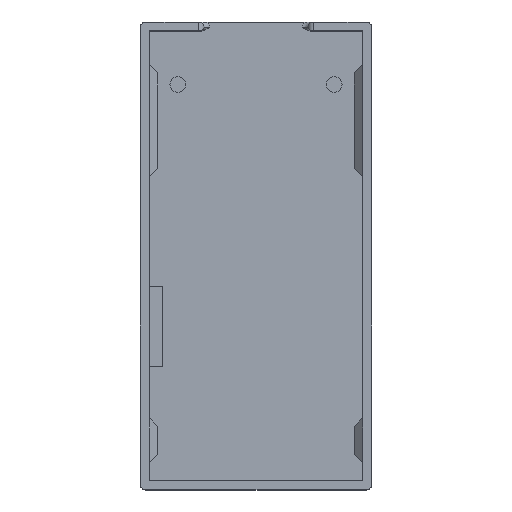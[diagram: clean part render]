
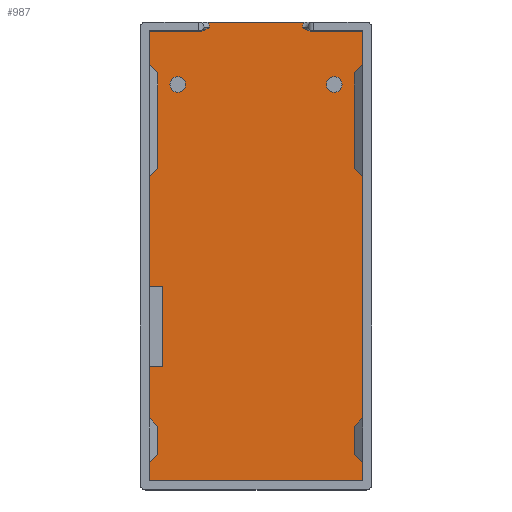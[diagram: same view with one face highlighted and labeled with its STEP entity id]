
A CAD part, top view. The second image highlights one B-rep face of the part: STEP entity #987.
In plain terms, the highlighted planar face has unit normal (0, 0, 1).
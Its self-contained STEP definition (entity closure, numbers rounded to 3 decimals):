
#15=FACE_BOUND('',#146,.T.);
#16=FACE_BOUND('',#147,.T.);
#26=B_SPLINE_CURVE_WITH_KNOTS('',3,(#1504,#1505,#1506,#1507,#1508,#1509,
#1510,#1511,#1512,#1513),.UNSPECIFIED.,.F.,.F.,(4,2,2,2,4),(0.479,
0.548,0.586,0.614,0.645),
 .UNSPECIFIED.);
#28=B_SPLINE_CURVE_WITH_KNOTS('',3,(#1547,#1548,#1549,#1550,#1551,#1552,
#1553,#1554,#1555,#1556),.UNSPECIFIED.,.F.,.F.,(4,2,2,2,4),(0.645,
0.677,0.705,0.743,0.812),
 .UNSPECIFIED.);
#44=PLANE('',#1071);
#91=FACE_OUTER_BOUND('',#145,.T.);
#145=EDGE_LOOP('',(#757,#758,#759,#760,#761,#762,#763,#764,#765,#766,#767,
#768,#769,#770,#771,#772,#773,#774));
#146=EDGE_LOOP('',(#775));
#147=EDGE_LOOP('',(#776));
#207=LINE('',#1455,#319);
#219=LINE('',#1478,#331);
#226=LINE('',#1563,#338);
#228=LINE('',#1581,#340);
#229=LINE('',#1584,#341);
#230=LINE('',#1586,#342);
#231=LINE('',#1587,#343);
#232=LINE('',#1589,#344);
#233=LINE('',#1591,#345);
#234=LINE('',#1593,#346);
#235=LINE('',#1595,#347);
#236=LINE('',#1597,#348);
#237=LINE('',#1599,#349);
#238=LINE('',#1600,#350);
#319=VECTOR('',#1177,10.);
#331=VECTOR('',#1189,10.);
#338=VECTOR('',#1226,10.);
#340=VECTOR('',#1240,10.);
#341=VECTOR('',#1243,10.);
#342=VECTOR('',#1244,10.);
#343=VECTOR('',#1245,10.);
#344=VECTOR('',#1246,10.);
#345=VECTOR('',#1247,10.);
#346=VECTOR('',#1248,10.);
#347=VECTOR('',#1249,10.);
#348=VECTOR('',#1250,10.);
#349=VECTOR('',#1251,10.);
#350=VECTOR('',#1252,10.);
#406=CIRCLE('',#1035,1.4);
#408=CIRCLE('',#1039,1.4);
#418=CIRCLE('',#1070,2.);
#419=CIRCLE('',#1072,2.);
#430=VERTEX_POINT('',#1391);
#432=VERTEX_POINT('',#1398);
#449=VERTEX_POINT('',#1450);
#450=VERTEX_POINT('',#1452);
#451=VERTEX_POINT('',#1454);
#462=VERTEX_POINT('',#1476);
#467=VERTEX_POINT('',#1502);
#468=VERTEX_POINT('',#1503);
#475=VERTEX_POINT('',#1545);
#476=VERTEX_POINT('',#1546);
#480=VERTEX_POINT('',#1571);
#481=VERTEX_POINT('',#1580);
#482=VERTEX_POINT('',#1583);
#483=VERTEX_POINT('',#1585);
#484=VERTEX_POINT('',#1588);
#485=VERTEX_POINT('',#1590);
#486=VERTEX_POINT('',#1592);
#487=VERTEX_POINT('',#1594);
#488=VERTEX_POINT('',#1596);
#489=VERTEX_POINT('',#1598);
#523=EDGE_CURVE('',#430,#430,#406,.T.);
#526=EDGE_CURVE('',#432,#432,#408,.T.);
#551=EDGE_CURVE('',#450,#451,#207,.T.);
#563=EDGE_CURVE('',#462,#449,#219,.T.);
#568=EDGE_CURVE('',#467,#468,#26,.F.);
#578=EDGE_CURVE('',#475,#476,#28,.T.);
#583=EDGE_CURVE('',#451,#476,#226,.T.);
#588=EDGE_CURVE('',#480,#467,#418,.T.);
#589=EDGE_CURVE('',#481,#480,#228,.T.);
#590=EDGE_CURVE('',#475,#481,#419,.T.);
#591=EDGE_CURVE('',#450,#482,#229,.T.);
#592=EDGE_CURVE('',#482,#483,#230,.T.);
#593=EDGE_CURVE('',#483,#449,#231,.T.);
#594=EDGE_CURVE('',#484,#462,#232,.T.);
#595=EDGE_CURVE('',#485,#484,#233,.T.);
#596=EDGE_CURVE('',#486,#485,#234,.T.);
#597=EDGE_CURVE('',#486,#487,#235,.T.);
#598=EDGE_CURVE('',#488,#487,#236,.T.);
#599=EDGE_CURVE('',#489,#488,#237,.T.);
#600=EDGE_CURVE('',#468,#489,#238,.T.);
#757=ORIENTED_EDGE('',*,*,#588,.F.);
#758=ORIENTED_EDGE('',*,*,#589,.F.);
#759=ORIENTED_EDGE('',*,*,#590,.F.);
#760=ORIENTED_EDGE('',*,*,#578,.T.);
#761=ORIENTED_EDGE('',*,*,#583,.F.);
#762=ORIENTED_EDGE('',*,*,#551,.F.);
#763=ORIENTED_EDGE('',*,*,#591,.T.);
#764=ORIENTED_EDGE('',*,*,#592,.T.);
#765=ORIENTED_EDGE('',*,*,#593,.T.);
#766=ORIENTED_EDGE('',*,*,#563,.F.);
#767=ORIENTED_EDGE('',*,*,#594,.F.);
#768=ORIENTED_EDGE('',*,*,#595,.F.);
#769=ORIENTED_EDGE('',*,*,#596,.F.);
#770=ORIENTED_EDGE('',*,*,#597,.T.);
#771=ORIENTED_EDGE('',*,*,#598,.F.);
#772=ORIENTED_EDGE('',*,*,#599,.F.);
#773=ORIENTED_EDGE('',*,*,#600,.F.);
#774=ORIENTED_EDGE('',*,*,#568,.F.);
#775=ORIENTED_EDGE('',*,*,#523,.T.);
#776=ORIENTED_EDGE('',*,*,#526,.T.);
#987=ADVANCED_FACE('',(#91,#15,#16),#44,.T.);
#1035=AXIS2_PLACEMENT_3D('',#1393,#1120,#1121);
#1039=AXIS2_PLACEMENT_3D('',#1400,#1129,#1130);
#1070=AXIS2_PLACEMENT_3D('',#1578,#1236,#1237);
#1071=AXIS2_PLACEMENT_3D('',#1579,#1238,#1239);
#1072=AXIS2_PLACEMENT_3D('',#1582,#1241,#1242);
#1120=DIRECTION('center_axis',(0.,0.,-1.));
#1121=DIRECTION('ref_axis',(-1.,0.,0.));
#1129=DIRECTION('center_axis',(0.,0.,-1.));
#1130=DIRECTION('ref_axis',(-1.,0.,0.));
#1177=DIRECTION('',(0.,1.,0.));
#1189=DIRECTION('',(0.,1.,0.));
#1226=DIRECTION('',(1.,0.,0.));
#1236=DIRECTION('center_axis',(0.,0.,1.));
#1237=DIRECTION('ref_axis',(-0.707,0.707,0.));
#1238=DIRECTION('center_axis',(0.,0.,1.));
#1239=DIRECTION('ref_axis',(1.,0.,0.));
#1240=DIRECTION('',(1.,0.,0.));
#1241=DIRECTION('center_axis',(0.,0.,1.));
#1242=DIRECTION('ref_axis',(0.707,0.707,0.));
#1243=DIRECTION('',(1.,0.,0.));
#1244=DIRECTION('',(0.,-1.,0.));
#1245=DIRECTION('',(-1.,0.,0.));
#1246=DIRECTION('',(-1.,0.,0.));
#1247=DIRECTION('',(0.,1.,0.));
#1248=DIRECTION('',(-1.,0.,0.));
#1249=DIRECTION('',(0.,1.,0.));
#1250=DIRECTION('',(-1.,0.,0.));
#1251=DIRECTION('',(0.,-1.,0.));
#1252=DIRECTION('',(1.,0.,0.));
#1391=CARTESIAN_POINT('',(8.1,-11.1,1.6));
#1393=CARTESIAN_POINT('Origin',(6.7,-11.1,1.6));
#1398=CARTESIAN_POINT('',(35.9,-11.1,1.6));
#1400=CARTESIAN_POINT('Origin',(34.5,-11.1,1.6));
#1450=CARTESIAN_POINT('',(1.6,-61.2,1.6));
#1452=CARTESIAN_POINT('',(1.6,-47.,1.6));
#1454=CARTESIAN_POINT('',(1.6,-1.6,1.6));
#1455=CARTESIAN_POINT('',(1.6,-20.8,1.6));
#1476=CARTESIAN_POINT('',(1.6,-81.6,1.6));
#1478=CARTESIAN_POINT('',(1.6,-20.8,1.6));
#1502=CARTESIAN_POINT('',(28.85,-1.,1.6));
#1503=CARTESIAN_POINT('',(30.485,-1.6,1.6));
#1504=CARTESIAN_POINT('Ctrl Pts',(30.485,-1.6,1.6));
#1505=CARTESIAN_POINT('Ctrl Pts',(30.257,-1.6,1.6));
#1506=CARTESIAN_POINT('Ctrl Pts',(29.993,-1.53,1.6));
#1507=CARTESIAN_POINT('Ctrl Pts',(29.668,-1.384,1.6));
#1508=CARTESIAN_POINT('Ctrl Pts',(29.533,-1.31,1.6));
#1509=CARTESIAN_POINT('Ctrl Pts',(29.343,-1.198,1.6));
#1510=CARTESIAN_POINT('Ctrl Pts',(29.247,-1.14,1.6));
#1511=CARTESIAN_POINT('Ctrl Pts',(29.072,-1.048,1.6));
#1512=CARTESIAN_POINT('Ctrl Pts',(28.955,-1.,1.6));
#1513=CARTESIAN_POINT('Ctrl Pts',(28.85,-1.,1.6));
#1545=CARTESIAN_POINT('',(12.35,-1.,1.6));
#1546=CARTESIAN_POINT('',(10.715,-1.6,1.6));
#1547=CARTESIAN_POINT('Ctrl Pts',(12.35,-1.,1.6));
#1548=CARTESIAN_POINT('Ctrl Pts',(12.245,-1.,1.6));
#1549=CARTESIAN_POINT('Ctrl Pts',(12.128,-1.048,1.6));
#1550=CARTESIAN_POINT('Ctrl Pts',(11.953,-1.14,1.6));
#1551=CARTESIAN_POINT('Ctrl Pts',(11.857,-1.198,1.6));
#1552=CARTESIAN_POINT('Ctrl Pts',(11.667,-1.31,1.6));
#1553=CARTESIAN_POINT('Ctrl Pts',(11.532,-1.384,1.6));
#1554=CARTESIAN_POINT('Ctrl Pts',(11.207,-1.53,1.6));
#1555=CARTESIAN_POINT('Ctrl Pts',(10.943,-1.6,1.6));
#1556=CARTESIAN_POINT('Ctrl Pts',(10.715,-1.6,1.6));
#1563=CARTESIAN_POINT('',(30.9,-1.6,1.6));
#1571=CARTESIAN_POINT('',(29.118,0.,1.6));
#1578=CARTESIAN_POINT('Origin',(30.85,-1.,1.6));
#1579=CARTESIAN_POINT('Origin',(20.6,-41.6,1.6));
#1580=CARTESIAN_POINT('',(12.082,0.,1.6));
#1581=CARTESIAN_POINT('',(26.275,0.,1.6));
#1582=CARTESIAN_POINT('Origin',(10.35,-1.,1.6));
#1583=CARTESIAN_POINT('',(4.,-47.,1.6));
#1584=CARTESIAN_POINT('',(10.3,-47.,1.6));
#1585=CARTESIAN_POINT('',(4.,-61.2,1.6));
#1586=CARTESIAN_POINT('',(4.,-47.85,1.6));
#1587=CARTESIAN_POINT('',(10.3,-61.2,1.6));
#1588=CARTESIAN_POINT('',(7.,-81.6,1.6));
#1589=CARTESIAN_POINT('',(10.3,-81.6,1.6));
#1590=CARTESIAN_POINT('',(7.,-83.2,1.6));
#1591=CARTESIAN_POINT('',(7.,-83.2,1.6));
#1592=CARTESIAN_POINT('',(34.2,-83.2,1.6));
#1593=CARTESIAN_POINT('',(17.1,-83.2,1.6));
#1594=CARTESIAN_POINT('',(34.2,-81.6,1.6));
#1595=CARTESIAN_POINT('',(34.2,-83.2,1.6));
#1596=CARTESIAN_POINT('',(39.6,-81.6,1.6));
#1597=CARTESIAN_POINT('',(10.3,-81.6,1.6));
#1598=CARTESIAN_POINT('',(39.6,-1.6,1.6));
#1599=CARTESIAN_POINT('',(39.6,-62.4,1.6));
#1600=CARTESIAN_POINT('',(30.9,-1.6,1.6));
